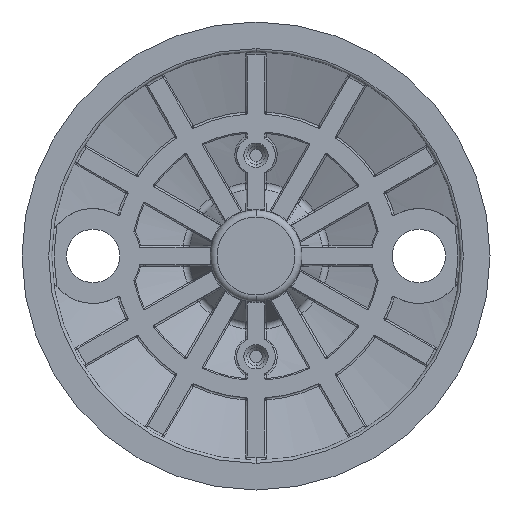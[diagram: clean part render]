
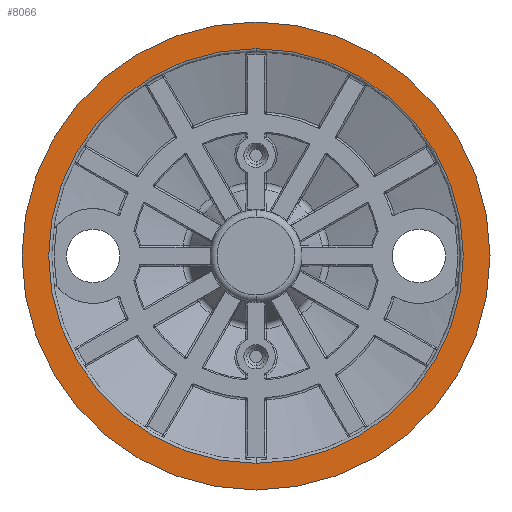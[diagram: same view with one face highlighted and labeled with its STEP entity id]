
A CAD part, front view. The second image highlights one B-rep face of the part: STEP entity #8066.
In plain terms, the highlighted planar face has unit normal (0, -1, 0).
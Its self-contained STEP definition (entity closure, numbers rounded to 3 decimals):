
#1152 = AXIS2_PLACEMENT_3D ( 'NONE', #14595, #6805, #15865 ) ;
#1270 = CARTESIAN_POINT ( 'NONE',  ( 39.5, 0., 0. ) ) ;
#1361 = ORIENTED_EDGE ( 'NONE', *, *, #16456, .T. ) ;
#2370 = CARTESIAN_POINT ( 'NONE',  ( 39.5, 0., 39.5 ) ) ;
#2661 = DIRECTION ( 'NONE',  ( 0., 0., 1. ) ) ;
#3294 = ORIENTED_EDGE ( 'NONE', *, *, #16792, .F. ) ;
#3682 = CARTESIAN_POINT ( 'NONE',  ( 39.5, 0., 35. ) ) ;
#3687 = VERTEX_POINT ( 'NONE', #13646 ) ;
#3970 = ORIENTED_EDGE ( 'NONE', *, *, #13295, .T. ) ;
#4521 = AXIS2_PLACEMENT_3D ( 'NONE', #1270, #10618, #2661 ) ;
#4550 = ORIENTED_EDGE ( 'NONE', *, *, #7212, .F. ) ;
#4592 = FACE_OUTER_BOUND ( 'NONE', #16553, .T. ) ;
#4684 = FACE_BOUND ( 'NONE', #11771, .T. ) ;
#4878 = CARTESIAN_POINT ( 'NONE',  ( 0., 0., 0. ) ) ;
#5730 = DIRECTION ( 'NONE',  ( 0., 0., 1. ) ) ;
#5752 = DIRECTION ( 'NONE',  ( 0., 1., 0. ) ) ;
#5795 = CARTESIAN_POINT ( 'NONE',  ( 39.5, 0., 0. ) ) ;
#6805 = DIRECTION ( 'NONE',  ( 0., 1., 0. ) ) ;
#6920 = PLANE ( 'NONE',  #16670 ) ;
#7127 = CIRCLE ( 'NONE', #9877, 39.5 ) ;
#7212 = EDGE_CURVE ( 'NONE', #8751, #3687, #7127, .T. ) ;
#8066 = ADVANCED_FACE ( 'NONE', ( #4684, #4592 ), #6920, .T. ) ;
#8237 = CIRCLE ( 'NONE', #8804, 35. ) ;
#8367 = CIRCLE ( 'NONE', #1152, 35. ) ;
#8751 = VERTEX_POINT ( 'NONE', #2370 ) ;
#8804 = AXIS2_PLACEMENT_3D ( 'NONE', #15924, #15909, #15903 ) ;
#9464 = VERTEX_POINT ( 'NONE', #3682 ) ;
#9877 = AXIS2_PLACEMENT_3D ( 'NONE', #5795, #5752, #5730 ) ;
#10618 = DIRECTION ( 'NONE',  ( 0., 1., 0. ) ) ;
#11595 = VERTEX_POINT ( 'NONE', #11665 ) ;
#11665 = CARTESIAN_POINT ( 'NONE',  ( 39.5, 0., -35. ) ) ;
#11771 = EDGE_LOOP ( 'NONE', ( #1361, #3970 ) ) ;
#13295 = EDGE_CURVE ( 'NONE', #9464, #11595, #8237, .T. ) ;
#13646 = CARTESIAN_POINT ( 'NONE',  ( 39.5, 0., -39.5 ) ) ;
#14595 = CARTESIAN_POINT ( 'NONE',  ( 39.5, 0., 0. ) ) ;
#15865 = DIRECTION ( 'NONE',  ( 0., 0., -1. ) ) ;
#15903 = DIRECTION ( 'NONE',  ( 0., 0., -1. ) ) ;
#15909 = DIRECTION ( 'NONE',  ( 0., 1., 0. ) ) ;
#15924 = CARTESIAN_POINT ( 'NONE',  ( 39.5, 0., 0. ) ) ;
#16456 = EDGE_CURVE ( 'NONE', #11595, #9464, #8367, .T. ) ;
#16553 = EDGE_LOOP ( 'NONE', ( #4550, #3294 ) ) ;
#16670 = AXIS2_PLACEMENT_3D ( 'NONE', #4878, #16992, #16965 ) ;
#16792 = EDGE_CURVE ( 'NONE', #3687, #8751, #17111, .T. ) ;
#16965 = DIRECTION ( 'NONE',  ( 0., 0., -1. ) ) ;
#16992 = DIRECTION ( 'NONE',  ( 0., -1., 0. ) ) ;
#17111 = CIRCLE ( 'NONE', #4521, 39.5 ) ;
